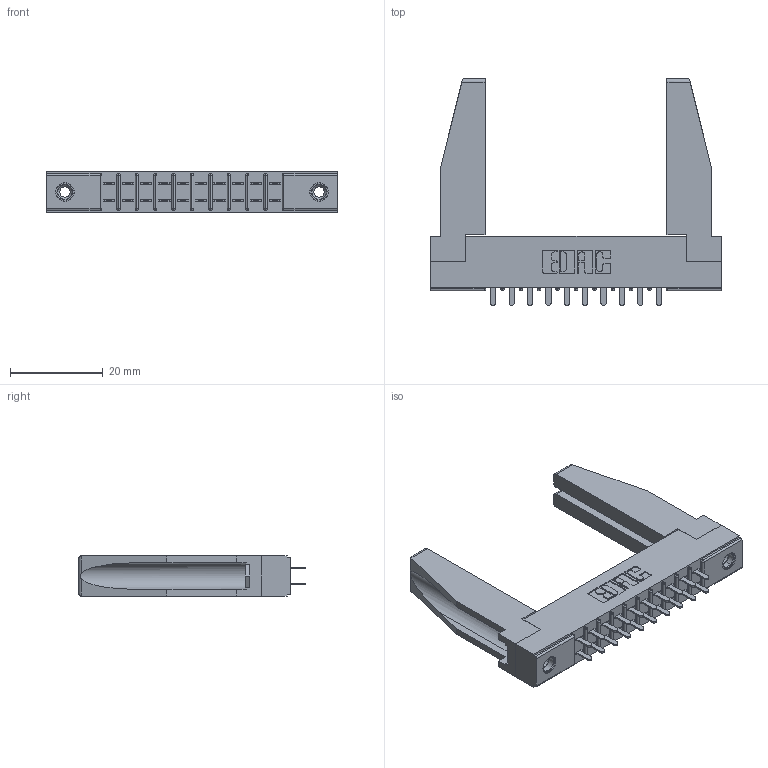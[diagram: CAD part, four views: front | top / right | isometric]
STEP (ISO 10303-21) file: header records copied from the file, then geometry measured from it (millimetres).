
FILE_DESCRIPTION (( 'STEP AP203' ), '1' );
FILE_NAME ('315-020-521-278.STEP', '2019-09-10T14:15:11', ( '' ), ( '' ), 'SwSTEP 2.0', 'SolidWorks 2016', '' );
FILE_SCHEMA (( 'CONFIG_CONTROL_DESIGN' ));
Length unit declared in the file: inch
Products named in the file (5): 307-220-078; 305 Part_.156 Dia; 345-250-001_345-250-001-102; 305-290-001_521; 315-020-521-278
Assembly tree (25 placements, depth 2):
  315-020-521-278
    305 Part_.156 Dia
    305-290-001_521  x20
    345-250-001_345-250-001-102  x2
    307-220-078  x2
Bounding box: 62.64 x 48.9 x 8.71 mm (x, y, z)
Volume: 7925.4 mm3; surface area: 10448.3 mm2
Topology: 25 solids, 25 shells, 1166 faces, 3276 edges, 2120 vertices
Faces by surface type: plane 692, cylinder 418, sphere 40, cone 12, torus 4
Entity records: 17042 total; most frequent: CARTESIAN_POINT 2826, ORIENTED_EDGE 2758, DIRECTION 2717, EDGE_CURVE 1379, VECTOR 1079, LINE 1079, VERTEX_POINT 886, AXIS2_PLACEMENT_3D 819
